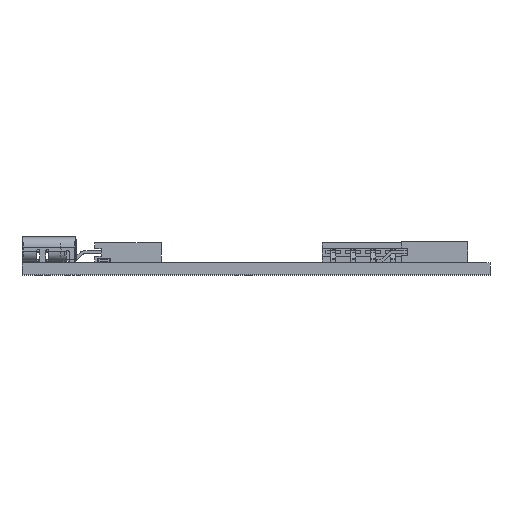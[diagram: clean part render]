
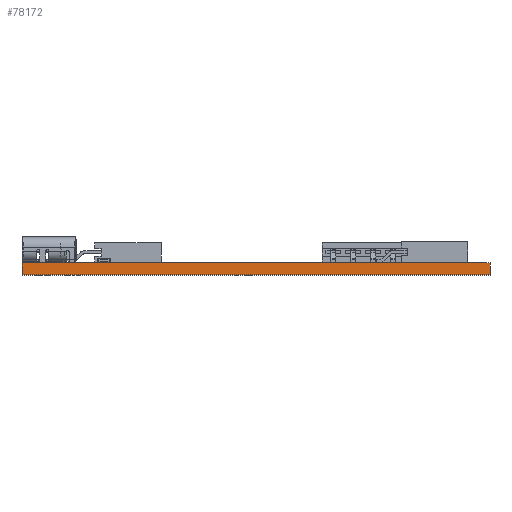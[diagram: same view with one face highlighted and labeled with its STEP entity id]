
A CAD part, front view. The second image highlights one B-rep face of the part: STEP entity #78172.
In plain terms, the highlighted planar face has unit normal (0, -1, 0).
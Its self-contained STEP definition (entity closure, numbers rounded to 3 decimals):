
#77908 = VERTEX_POINT('',#77909);
#77909 = CARTESIAN_POINT('',(80.,-175.,0.));
#77915 = EDGE_CURVE('',#77916,#77908,#77918,.T.);
#77916 = VERTEX_POINT('',#77917);
#77917 = CARTESIAN_POINT('',(140.,-175.,0.));
#77918 = LINE('',#77919,#77920);
#77919 = CARTESIAN_POINT('',(140.,-175.,0.));
#77920 = VECTOR('',#77921,1.);
#77921 = DIRECTION('',(-1.,0.,0.));
#78009 = VERTEX_POINT('',#78010);
#78010 = CARTESIAN_POINT('',(80.,-175.,1.51));
#78016 = EDGE_CURVE('',#78017,#78009,#78019,.T.);
#78017 = VERTEX_POINT('',#78018);
#78018 = CARTESIAN_POINT('',(140.,-175.,1.51));
#78019 = LINE('',#78020,#78021);
#78020 = CARTESIAN_POINT('',(140.,-175.,1.51));
#78021 = VECTOR('',#78022,1.);
#78022 = DIRECTION('',(-1.,0.,0.));
#78144 = EDGE_CURVE('',#77916,#78017,#78145,.T.);
#78145 = LINE('',#78146,#78147);
#78146 = CARTESIAN_POINT('',(140.,-175.,0.));
#78147 = VECTOR('',#78148,1.);
#78148 = DIRECTION('',(0.,0.,1.));
#78159 = EDGE_CURVE('',#77908,#78009,#78160,.T.);
#78160 = LINE('',#78161,#78162);
#78161 = CARTESIAN_POINT('',(80.,-175.,0.));
#78162 = VECTOR('',#78163,1.);
#78163 = DIRECTION('',(0.,0.,1.));
#78172 = ADVANCED_FACE('',(#78173),#78179,.T.);
#78173 = FACE_BOUND('',#78174,.T.);
#78174 = EDGE_LOOP('',(#78175,#78176,#78177,#78178));
#78175 = ORIENTED_EDGE('',*,*,#78144,.T.);
#78176 = ORIENTED_EDGE('',*,*,#78016,.T.);
#78177 = ORIENTED_EDGE('',*,*,#78159,.F.);
#78178 = ORIENTED_EDGE('',*,*,#77915,.F.);
#78179 = PLANE('',#78180);
#78180 = AXIS2_PLACEMENT_3D('',#78181,#78182,#78183);
#78181 = CARTESIAN_POINT('',(140.,-175.,0.));
#78182 = DIRECTION('',(0.,-1.,0.));
#78183 = DIRECTION('',(-1.,0.,0.));
